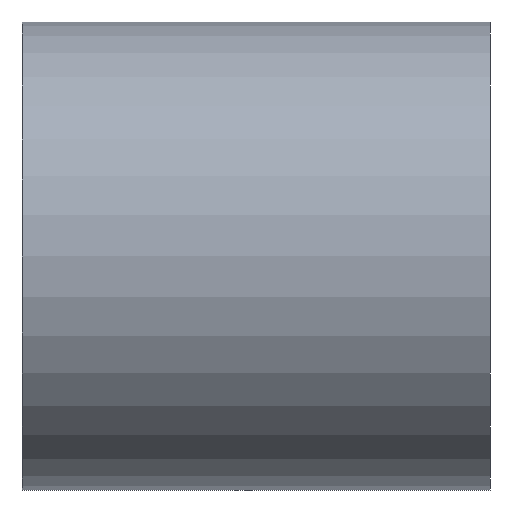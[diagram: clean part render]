
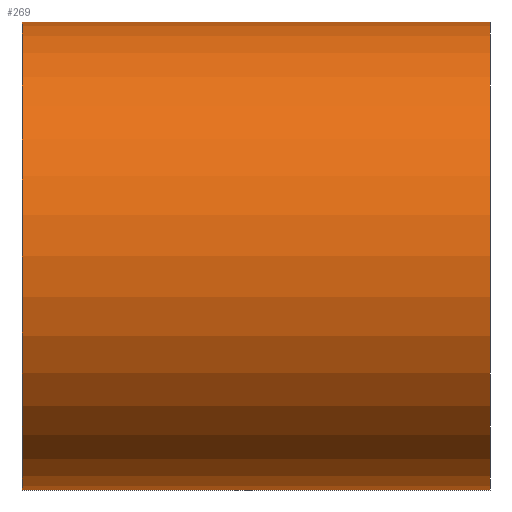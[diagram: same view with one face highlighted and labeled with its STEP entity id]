
A CAD part, left-side view. The second image highlights one B-rep face of the part: STEP entity #269.
In plain terms, the highlighted cylindrical face has radius 8 mm (diameter 16 mm), a partial arc.
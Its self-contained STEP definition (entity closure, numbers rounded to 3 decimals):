
#6 = EDGE_CURVE ( 'NONE', #138, #232, #259, .T. ) ;
#7 = CIRCLE ( 'NONE', #155, 8. ) ;
#17 = ORIENTED_EDGE ( 'NONE', *, *, #225, .T. ) ;
#18 = VECTOR ( 'NONE', #227, 1000. ) ;
#20 = EDGE_CURVE ( 'NONE', #214, #142, #89, .T. ) ;
#23 = DIRECTION ( 'NONE',  ( 0., 0., -1. ) ) ;
#29 = DIRECTION ( 'NONE',  ( 0., 0., -1. ) ) ;
#50 = CARTESIAN_POINT ( 'NONE',  ( 0., 0., 8. ) ) ;
#53 = DIRECTION ( 'NONE',  ( 0., -1., 0. ) ) ;
#54 = CIRCLE ( 'NONE', #161, 8. ) ;
#89 = LINE ( 'NONE', #175, #18 ) ;
#97 = DIRECTION ( 'NONE',  ( 0., -1., 0. ) ) ;
#102 = CARTESIAN_POINT ( 'NONE',  ( 0., 16., 0. ) ) ;
#116 = CARTESIAN_POINT ( 'NONE',  ( 0., 0., 0. ) ) ;
#129 = DIRECTION ( 'NONE',  ( 0., -1., 0. ) ) ;
#138 = VERTEX_POINT ( 'NONE', #299 ) ;
#142 = VERTEX_POINT ( 'NONE', #223 ) ;
#155 = AXIS2_PLACEMENT_3D ( 'NONE', #273, #271, #29 ) ;
#159 = AXIS2_PLACEMENT_3D ( 'NONE', #116, #97, #246 ) ;
#161 = AXIS2_PLACEMENT_3D ( 'NONE', #102, #53, #23 ) ;
#164 = ORIENTED_EDGE ( 'NONE', *, *, #279, .F. ) ;
#168 = CYLINDRICAL_SURFACE ( 'NONE', #159, 8. ) ;
#173 = CARTESIAN_POINT ( 'NONE',  ( 0., 0., 8. ) ) ;
#175 = CARTESIAN_POINT ( 'NONE',  ( 0., 0., -8. ) ) ;
#183 = VECTOR ( 'NONE', #129, 1000. ) ;
#193 = ORIENTED_EDGE ( 'NONE', *, *, #6, .F. ) ;
#214 = VERTEX_POINT ( 'NONE', #308 ) ;
#223 = CARTESIAN_POINT ( 'NONE',  ( 0., 0., -8. ) ) ;
#225 = EDGE_CURVE ( 'NONE', #138, #214, #54, .T. ) ;
#227 = DIRECTION ( 'NONE',  ( 0., -1., 0. ) ) ;
#232 = VERTEX_POINT ( 'NONE', #50 ) ;
#246 = DIRECTION ( 'NONE',  ( 0., 0., -1. ) ) ;
#259 = LINE ( 'NONE', #173, #183 ) ;
#269 = ADVANCED_FACE ( 'NONE', ( #321 ), #168, .T. ) ;
#271 = DIRECTION ( 'NONE',  ( 0., -1., 0. ) ) ;
#273 = CARTESIAN_POINT ( 'NONE',  ( 0., 0., 0. ) ) ;
#279 = EDGE_CURVE ( 'NONE', #232, #142, #7, .T. ) ;
#292 = ORIENTED_EDGE ( 'NONE', *, *, #20, .T. ) ;
#299 = CARTESIAN_POINT ( 'NONE',  ( 0., 16., 8. ) ) ;
#306 = EDGE_LOOP ( 'NONE', ( #193, #17, #292, #164 ) ) ;
#308 = CARTESIAN_POINT ( 'NONE',  ( 0., 16., -8. ) ) ;
#321 = FACE_OUTER_BOUND ( 'NONE', #306, .T. ) ;
